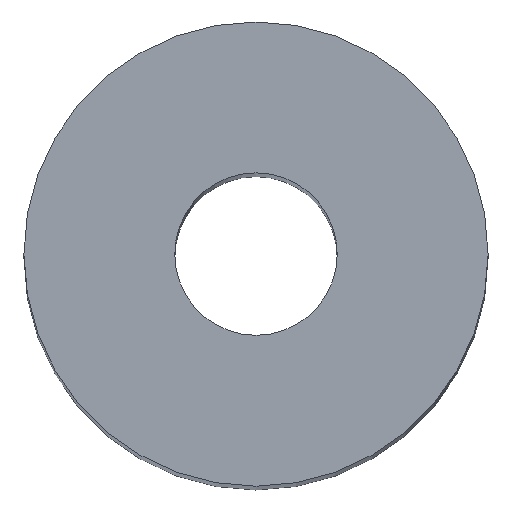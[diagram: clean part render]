
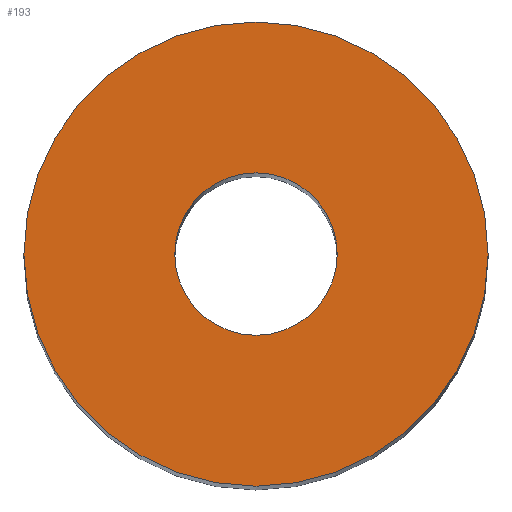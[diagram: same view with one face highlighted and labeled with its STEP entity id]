
A CAD part, top view. The second image highlights one B-rep face of the part: STEP entity #193.
In plain terms, the highlighted planar face has unit normal (0, 0, 1).
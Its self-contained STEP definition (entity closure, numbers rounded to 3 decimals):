
#6 = AXIS2_PLACEMENT_3D ( 'NONE', #23, #192, #81 ) ;
#8 = CARTESIAN_POINT ( 'NONE',  ( -5., 0., 47. ) ) ;
#9 = CIRCLE ( 'NONE', #112, 5. ) ;
#13 = VERTEX_POINT ( 'NONE', #95 ) ;
#15 = EDGE_LOOP ( 'NONE', ( #226, #148 ) ) ;
#21 = DIRECTION ( 'NONE',  ( 1., 0., 0. ) ) ;
#23 = CARTESIAN_POINT ( 'NONE',  ( 0., 0., 47. ) ) ;
#41 = CIRCLE ( 'NONE', #203, 1.75 ) ;
#49 = CARTESIAN_POINT ( 'NONE',  ( 1.75, 0., 47. ) ) ;
#53 = EDGE_LOOP ( 'NONE', ( #155, #207 ) ) ;
#60 = DIRECTION ( 'NONE',  ( 1., 0., 0. ) ) ;
#73 = CIRCLE ( 'NONE', #164, 1.75 ) ;
#81 = DIRECTION ( 'NONE',  ( 1., 0., 0. ) ) ;
#85 = AXIS2_PLACEMENT_3D ( 'NONE', #116, #114, #218 ) ;
#89 = VERTEX_POINT ( 'NONE', #217 ) ;
#94 = FACE_BOUND ( 'NONE', #15, .T. ) ;
#95 = CARTESIAN_POINT ( 'NONE',  ( -1.75, 0., 47. ) ) ;
#98 = VERTEX_POINT ( 'NONE', #8 ) ;
#112 = AXIS2_PLACEMENT_3D ( 'NONE', #138, #237, #21 ) ;
#114 = DIRECTION ( 'NONE',  ( 0., 0., 1. ) ) ;
#116 = CARTESIAN_POINT ( 'NONE',  ( 0., 0., 47. ) ) ;
#130 = EDGE_CURVE ( 'NONE', #98, #89, #144, .T. ) ;
#135 = CARTESIAN_POINT ( 'NONE',  ( 0., 0., 47. ) ) ;
#136 = DIRECTION ( 'NONE',  ( 1., 0., 0. ) ) ;
#137 = EDGE_CURVE ( 'NONE', #89, #98, #9, .T. ) ;
#138 = CARTESIAN_POINT ( 'NONE',  ( 0., 0., 47. ) ) ;
#144 = CIRCLE ( 'NONE', #6, 5. ) ;
#148 = ORIENTED_EDGE ( 'NONE', *, *, #151, .F. ) ;
#151 = EDGE_CURVE ( 'NONE', #245, #13, #73, .T. ) ;
#154 = DIRECTION ( 'NONE',  ( 0., 0., 1. ) ) ;
#155 = ORIENTED_EDGE ( 'NONE', *, *, #130, .T. ) ;
#164 = AXIS2_PLACEMENT_3D ( 'NONE', #173, #176, #136 ) ;
#167 = EDGE_CURVE ( 'NONE', #13, #245, #41, .T. ) ;
#173 = CARTESIAN_POINT ( 'NONE',  ( 0., 0., 47. ) ) ;
#176 = DIRECTION ( 'NONE',  ( 0., 0., 1. ) ) ;
#192 = DIRECTION ( 'NONE',  ( 0., 0., 1. ) ) ;
#193 = ADVANCED_FACE ( 'NONE', ( #202, #94 ), #215, .T. ) ;
#202 = FACE_OUTER_BOUND ( 'NONE', #53, .T. ) ;
#203 = AXIS2_PLACEMENT_3D ( 'NONE', #135, #154, #60 ) ;
#207 = ORIENTED_EDGE ( 'NONE', *, *, #137, .T. ) ;
#215 = PLANE ( 'NONE',  #85 ) ;
#217 = CARTESIAN_POINT ( 'NONE',  ( 5., 0., 47. ) ) ;
#218 = DIRECTION ( 'NONE',  ( 1., 0., 0. ) ) ;
#226 = ORIENTED_EDGE ( 'NONE', *, *, #167, .F. ) ;
#237 = DIRECTION ( 'NONE',  ( 0., 0., 1. ) ) ;
#245 = VERTEX_POINT ( 'NONE', #49 ) ;
